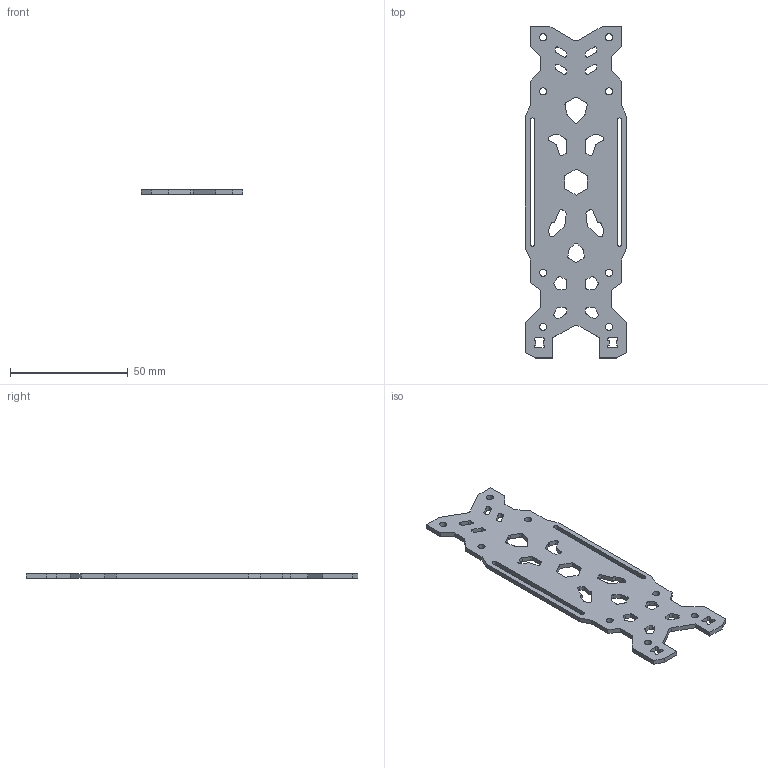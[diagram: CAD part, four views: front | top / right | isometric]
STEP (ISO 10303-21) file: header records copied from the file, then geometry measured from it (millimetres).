
FILE_DESCRIPTION(('FreeCAD Model'),'2;1');
FILE_NAME('Open CASCADE Shape Model','2022-12-07T11:08:10',('Author'),( ''),'Open CASCADE STEP processor 7.6','FreeCAD','Unknown');
FILE_SCHEMA(('AUTOMOTIVE_DESIGN { 1 0 10303 214 1 1 1 1 }'));
Length unit declared in the file: millimetre
Products named in the file (1): top body001
Bounding box: 43.23 x 141 x 2 mm (x, y, z)
Volume: 8972.2 mm3; surface area: 11097.3 mm2
Topology: 1 solids, 1 shells, 228 faces, 678 edges, 452 vertices
Faces by surface type: plane 130, cylinder 98
Full cylindrical faces by diameter (mm): 3 x8
Entity records: 16621 total; most frequent: CARTESIAN_POINT 2715, DIRECTION 2688, LINE 1642, VECTOR 1642, ORIENTED_EDGE 1356, PCURVE 1356, DEFINITIONAL_REPRESENTATION 1356, EDGE_CURVE 678
